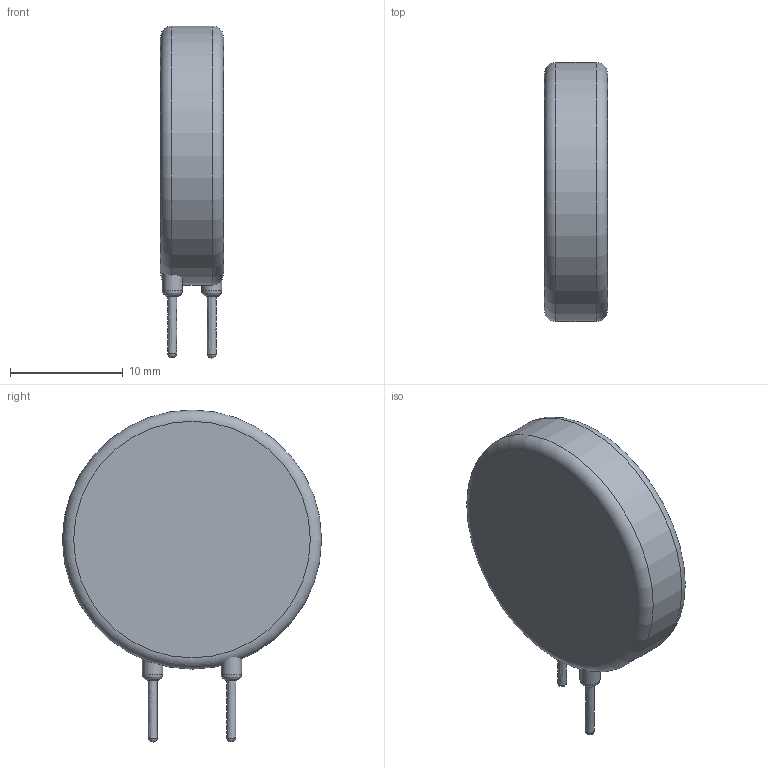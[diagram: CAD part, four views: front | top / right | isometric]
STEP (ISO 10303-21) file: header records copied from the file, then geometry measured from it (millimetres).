
FILE_DESCRIPTION(/* description */ ('','CAx-IF Rec.Pracs.---Representation and Presentation of Product Manufacturing Information (PMI)---4.0---2014-10-13'),/* implementation_level */ '2;1');
FILE_NAME(/* name */ 'V250LA40BP.step',/* time_stamp */ '2025-03-13T20:22:57-04:00',/* author */ (''),/* organization */ (''),/* preprocessor_version */ 'ST-DEVELOPER v20',/* originating_system */ 'Autodesk Translation Framework v13.20.0.188',/* authorisation */ '');
FILE_SCHEMA (('AP242_MANAGED_MODEL_BASED_3D_ENGINEERING_MIM_LF { 1 0 10303 442 1 1 4 }'));
Length unit declared in the file: millimetre
Products named in the file (1): V250LA40BP
Bounding box: 5.6 x 23 x 29.47 mm (x, y, z)
Volume: 2314.9 mm3; surface area: 1263.7 mm2
Topology: 5 solids, 5 shells, 21 faces, 38 edges, 25 vertices
Faces by surface type: cylinder 9, bspline 6, plane 4, torus 2
Full cylindrical faces by diameter (mm): 0.8 x2, 1.8 x2, 23 x1
Entity records: 1041 total; most frequent: CARTESIAN_POINT 581, DIRECTION 87, ORIENTED_EDGE 76, AXIS2_PLACEMENT_3D 40, EDGE_CURVE 38, VERTEX_POINT 25, CIRCLE 24, EDGE_LOOP 23
